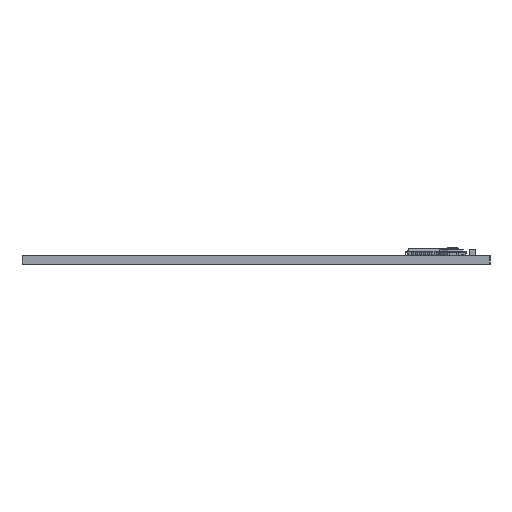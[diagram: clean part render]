
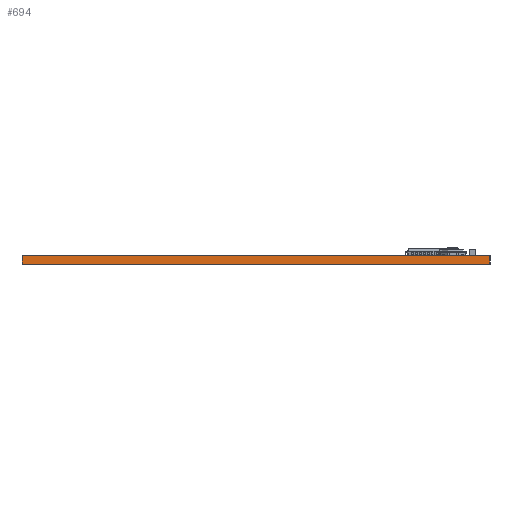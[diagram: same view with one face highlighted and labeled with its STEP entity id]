
A CAD part, left-side view. The second image highlights one B-rep face of the part: STEP entity #694.
In plain terms, the highlighted planar face has unit normal (-1, 0, 0).
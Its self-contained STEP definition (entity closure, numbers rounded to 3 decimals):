
#80 = EDGE_CURVE('',#81,#83,#85,.T.);
#81 = VERTEX_POINT('',#82);
#82 = CARTESIAN_POINT('',(-40.8,-157.5,0.));
#83 = VERTEX_POINT('',#84);
#84 = CARTESIAN_POINT('',(-40.8,-157.5,-1.6));
#85 = LINE('',#86,#87);
#86 = CARTESIAN_POINT('',(-40.8,-157.5,0.));
#87 = VECTOR('',#88,1.);
#88 = DIRECTION('',(0.,0.,-1.));
#669 = VERTEX_POINT('',#670);
#670 = CARTESIAN_POINT('',(-40.8,-66.4,-1.6));
#676 = EDGE_CURVE('',#677,#669,#679,.T.);
#677 = VERTEX_POINT('',#678);
#678 = CARTESIAN_POINT('',(-40.8,-66.4,0.));
#679 = LINE('',#680,#681);
#680 = CARTESIAN_POINT('',(-40.8,-66.4,0.));
#681 = VECTOR('',#682,1.);
#682 = DIRECTION('',(0.,0.,-1.));
#694 = ADVANCED_FACE('',(#695),#711,.F.);
#695 = FACE_BOUND('',#696,.F.);
#696 = EDGE_LOOP('',(#697,#698,#704,#705));
#697 = ORIENTED_EDGE('',*,*,#80,.T.);
#698 = ORIENTED_EDGE('',*,*,#699,.T.);
#699 = EDGE_CURVE('',#83,#669,#700,.T.);
#700 = LINE('',#701,#702);
#701 = CARTESIAN_POINT('',(-40.8,-157.5,-1.6));
#702 = VECTOR('',#703,1.);
#703 = DIRECTION('',(0.,1.,0.));
#704 = ORIENTED_EDGE('',*,*,#676,.F.);
#705 = ORIENTED_EDGE('',*,*,#706,.F.);
#706 = EDGE_CURVE('',#81,#677,#707,.T.);
#707 = LINE('',#708,#709);
#708 = CARTESIAN_POINT('',(-40.8,-157.5,0.));
#709 = VECTOR('',#710,1.);
#710 = DIRECTION('',(0.,1.,0.));
#711 = PLANE('',#712);
#712 = AXIS2_PLACEMENT_3D('',#713,#714,#715);
#713 = CARTESIAN_POINT('',(-40.8,-157.5,0.));
#714 = DIRECTION('',(1.,-0.,0.));
#715 = DIRECTION('',(0.,1.,0.));
